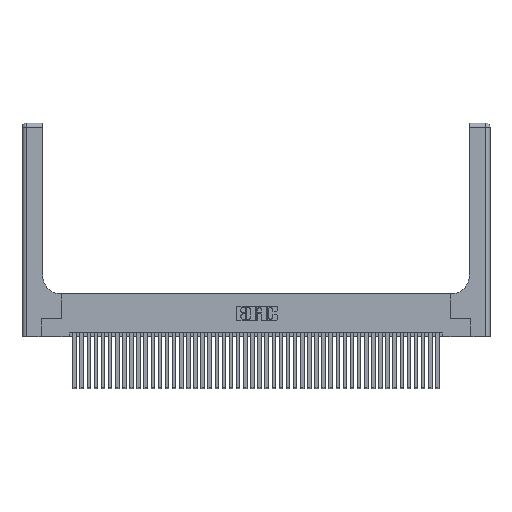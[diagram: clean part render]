
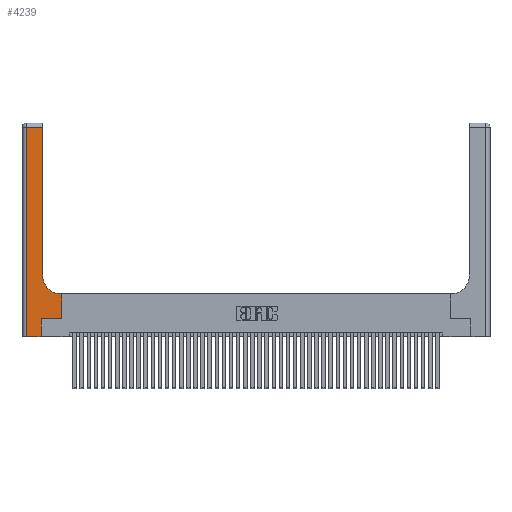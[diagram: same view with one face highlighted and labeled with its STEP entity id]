
A CAD part, top view. The second image highlights one B-rep face of the part: STEP entity #4239.
In plain terms, the highlighted planar face has unit normal (0, 0, 1).
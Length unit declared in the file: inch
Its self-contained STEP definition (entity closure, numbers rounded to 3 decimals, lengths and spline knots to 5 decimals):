
#83 = AXIS2_PLACEMENT_3D ( 'NONE', #8356, #32530, #11914 ) ;
#2373 = DIRECTION ( 'NONE',  ( 0., -1., 0. ) ) ;
#2836 = VECTOR ( 'NONE', #11186, 39.37008 ) ;
#4239 = ADVANCED_FACE ( 'NONE', ( #22135 ), #4868, .F. ) ;
#4284 = EDGE_CURVE ( 'NONE', #13194, #31294, #30189, .T. ) ;
#4294 = CARTESIAN_POINT ( 'NONE',  ( 0.06, 0., 0.37 ) ) ;
#4626 = EDGE_CURVE ( 'NONE', #28661, #26142, #42283, .T. ) ;
#4868 = PLANE ( 'NONE',  #83 ) ;
#5197 = ORIENTED_EDGE ( 'NONE', *, *, #11535, .T. ) ;
#5479 = DIRECTION ( 'NONE',  ( 1., 0., 0. ) ) ;
#5494 = DIRECTION ( 'NONE',  ( 0., 1., 0. ) ) ;
#5744 = LINE ( 'NONE', #10701, #41172 ) ;
#6945 = CARTESIAN_POINT ( 'NONE',  ( 0.5415, 0.85, 0.37 ) ) ;
#8356 = CARTESIAN_POINT ( 'NONE',  ( 0., 3., 0.37 ) ) ;
#8570 = CARTESIAN_POINT ( 'NONE',  ( 0.269, 0.25, 0.37 ) ) ;
#8959 = VERTEX_POINT ( 'NONE', #27107 ) ;
#10486 = DIRECTION ( 'NONE',  ( 1., 0., 0. ) ) ;
#10701 = CARTESIAN_POINT ( 'NONE',  ( 0.2915, 0.6, 0.37 ) ) ;
#11186 = DIRECTION ( 'NONE',  ( 1., 0., 0. ) ) ;
#11535 = EDGE_CURVE ( 'NONE', #26142, #13194, #32862, .T. ) ;
#11728 = VERTEX_POINT ( 'NONE', #17463 ) ;
#11914 = DIRECTION ( 'NONE',  ( -1., 0., 0. ) ) ;
#12085 = VERTEX_POINT ( 'NONE', #30078 ) ;
#12128 = LINE ( 'NONE', #35202, #2836 ) ;
#12442 = VERTEX_POINT ( 'NONE', #4294 ) ;
#13194 = VERTEX_POINT ( 'NONE', #33464 ) ;
#13450 = EDGE_CURVE ( 'NONE', #8959, #28661, #5744, .T. ) ;
#13778 = EDGE_CURVE ( 'NONE', #11728, #8959, #20422, .T. ) ;
#14545 = VECTOR ( 'NONE', #20045, 39.37008 ) ;
#15542 = CARTESIAN_POINT ( 'NONE',  ( 0., 2.94, 0.37 ) ) ;
#17078 = LINE ( 'NONE', #22625, #26266 ) ;
#17462 = EDGE_LOOP ( 'NONE', ( #5197, #23651, #43800, #17735, #28429, #29525, #40589, #18775, #36910 ) ) ;
#17463 = CARTESIAN_POINT ( 'NONE',  ( 0.5585, 0.25, 0.37 ) ) ;
#17696 = DIRECTION ( 'NONE',  ( -1., 0., 0. ) ) ;
#17735 = ORIENTED_EDGE ( 'NONE', *, *, #29578, .T. ) ;
#18775 = ORIENTED_EDGE ( 'NONE', *, *, #13450, .T. ) ;
#20045 = DIRECTION ( 'NONE',  ( 0., 1., 0. ) ) ;
#20422 = LINE ( 'NONE', #29720, #37446 ) ;
#20768 = CARTESIAN_POINT ( 'NONE',  ( 0.5415, 0.6, 0.37 ) ) ;
#21553 = EDGE_CURVE ( 'NONE', #12085, #28874, #27425, .T. ) ;
#21693 = CARTESIAN_POINT ( 'NONE',  ( 0.2915, 0.85, 0.37 ) ) ;
#22135 = FACE_OUTER_BOUND ( 'NONE', #17462, .T. ) ;
#22625 = CARTESIAN_POINT ( 'NONE',  ( 0., 0., 0.37 ) ) ;
#23651 = ORIENTED_EDGE ( 'NONE', *, *, #4284, .T. ) ;
#24096 = EDGE_CURVE ( 'NONE', #31294, #12442, #31729, .T. ) ;
#26142 = VERTEX_POINT ( 'NONE', #21693 ) ;
#26266 = VECTOR ( 'NONE', #5479, 39.37008 ) ;
#26361 = VECTOR ( 'NONE', #26992, 39.37008 ) ;
#26992 = DIRECTION ( 'NONE',  ( 0., 1., 0. ) ) ;
#27107 = CARTESIAN_POINT ( 'NONE',  ( 0.5585, 0.6, 0.37 ) ) ;
#27425 = LINE ( 'NONE', #43667, #26361 ) ;
#28429 = ORIENTED_EDGE ( 'NONE', *, *, #21553, .T. ) ;
#28661 = VERTEX_POINT ( 'NONE', #20768 ) ;
#28874 = VERTEX_POINT ( 'NONE', #8570 ) ;
#29525 = ORIENTED_EDGE ( 'NONE', *, *, #41053, .T. ) ;
#29578 = EDGE_CURVE ( 'NONE', #12442, #12085, #17078, .T. ) ;
#29720 = CARTESIAN_POINT ( 'NONE',  ( 0.5585, 0.25, 0.37 ) ) ;
#30078 = CARTESIAN_POINT ( 'NONE',  ( 0.269, 0., 0.37 ) ) ;
#30189 = LINE ( 'NONE', #15542, #41716 ) ;
#30660 = VECTOR ( 'NONE', #2373, 39.37008 ) ;
#31145 = DIRECTION ( 'NONE',  ( 0., 0., -1. ) ) ;
#31294 = VERTEX_POINT ( 'NONE', #41499 ) ;
#31729 = LINE ( 'NONE', #43488, #30660 ) ;
#32530 = DIRECTION ( 'NONE',  ( 0., 0., -1. ) ) ;
#32862 = LINE ( 'NONE', #43793, #14545 ) ;
#33464 = CARTESIAN_POINT ( 'NONE',  ( 0.2915, 2.94, 0.37 ) ) ;
#35202 = CARTESIAN_POINT ( 'NONE',  ( 0.269, 0.25, 0.37 ) ) ;
#36910 = ORIENTED_EDGE ( 'NONE', *, *, #4626, .T. ) ;
#37446 = VECTOR ( 'NONE', #5494, 39.37008 ) ;
#40589 = ORIENTED_EDGE ( 'NONE', *, *, #13778, .T. ) ;
#41053 = EDGE_CURVE ( 'NONE', #28874, #11728, #12128, .T. ) ;
#41172 = VECTOR ( 'NONE', #17696, 39.37008 ) ;
#41499 = CARTESIAN_POINT ( 'NONE',  ( 0.06, 2.94, 0.37 ) ) ;
#41716 = VECTOR ( 'NONE', #42821, 39.37008 ) ;
#42283 = CIRCLE ( 'NONE', #43842, 0.25 ) ;
#42821 = DIRECTION ( 'NONE',  ( -1., 0., 0. ) ) ;
#43488 = CARTESIAN_POINT ( 'NONE',  ( 0.06, 3., 0.37 ) ) ;
#43667 = CARTESIAN_POINT ( 'NONE',  ( 0.269, 0., 0.37 ) ) ;
#43793 = CARTESIAN_POINT ( 'NONE',  ( 0.2915, 3., 0.37 ) ) ;
#43800 = ORIENTED_EDGE ( 'NONE', *, *, #24096, .T. ) ;
#43842 = AXIS2_PLACEMENT_3D ( 'NONE', #6945, #31145, #10486 ) ;
